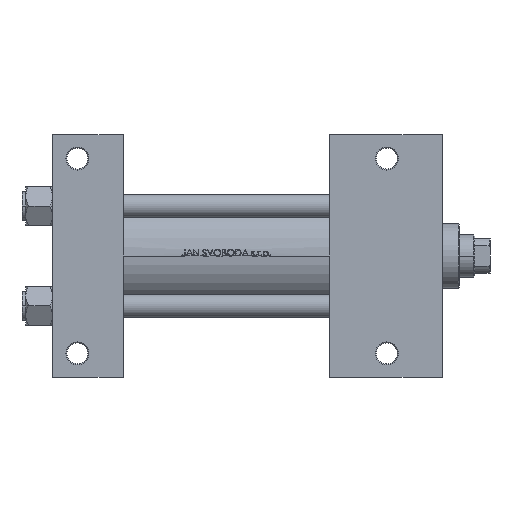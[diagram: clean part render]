
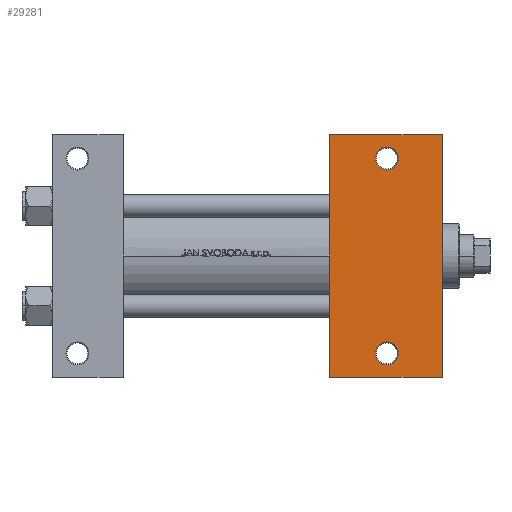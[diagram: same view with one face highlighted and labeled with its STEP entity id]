
A CAD part, front view. The second image highlights one B-rep face of the part: STEP entity #29281.
In plain terms, the highlighted face is planar.
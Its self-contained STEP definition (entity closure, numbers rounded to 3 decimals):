
#639 = DIRECTION ( 'NONE',  ( 0., -1., 0. ) ) ;
#1155 = EDGE_LOOP ( 'NONE', ( #10653, #31602, #45425, #12414 ) ) ;
#2029 = CARTESIAN_POINT ( 'NONE',  ( 204., 37.5, -37.5 ) ) ;
#3513 = VECTOR ( 'NONE', #24295, 1000. ) ;
#3532 = VERTEX_POINT ( 'NONE', #11374 ) ;
#4917 = LINE ( 'NONE', #31568, #45232 ) ;
#5124 = CARTESIAN_POINT ( 'NONE',  ( 145., 63.5, -37.5 ) ) ;
#6246 = VERTEX_POINT ( 'NONE', #47303 ) ;
#7141 = EDGE_LOOP ( 'NONE', ( #10266, #48358 ) ) ;
#8141 = DIRECTION ( 'NONE',  ( -1., 0., 0. ) ) ;
#9426 = EDGE_CURVE ( 'NONE', #6246, #9634, #28113, .T. ) ;
#9550 = CARTESIAN_POINT ( 'NONE',  ( 204., 63.5, -37.5 ) ) ;
#9634 = VERTEX_POINT ( 'NONE', #17779 ) ;
#10266 = ORIENTED_EDGE ( 'NONE', *, *, #15341, .T. ) ;
#10447 = EDGE_CURVE ( 'NONE', #34330, #33179, #15598, .T. ) ;
#10483 = DIRECTION ( 'NONE',  ( -1., 0., 0. ) ) ;
#10653 = ORIENTED_EDGE ( 'NONE', *, *, #36363, .F. ) ;
#11335 = EDGE_CURVE ( 'NONE', #40999, #3532, #35064, .T. ) ;
#11374 = CARTESIAN_POINT ( 'NONE',  ( 145., -63.5, -37.5 ) ) ;
#12414 = ORIENTED_EDGE ( 'NONE', *, *, #11335, .T. ) ;
#13922 = DIRECTION ( 'NONE',  ( 0., 0., 1. ) ) ;
#14013 = EDGE_CURVE ( 'NONE', #28142, #16175, #48945, .T. ) ;
#15341 = EDGE_CURVE ( 'NONE', #16175, #28142, #27523, .T. ) ;
#15598 = LINE ( 'NONE', #5124, #3513 ) ;
#15915 = DIRECTION ( 'NONE',  ( -1., 0., 0. ) ) ;
#16175 = VERTEX_POINT ( 'NONE', #19082 ) ;
#17480 = FACE_BOUND ( 'NONE', #7141, .T. ) ;
#17779 = CARTESIAN_POINT ( 'NONE',  ( 169.001, 51., -37.5 ) ) ;
#18983 = CARTESIAN_POINT ( 'NONE',  ( 175., 51., -37.5 ) ) ;
#19051 = CARTESIAN_POINT ( 'NONE',  ( 175., 51., -37.5 ) ) ;
#19082 = CARTESIAN_POINT ( 'NONE',  ( 169.001, -51., -37.5 ) ) ;
#20456 = AXIS2_PLACEMENT_3D ( 'NONE', #2029, #44582, #10483 ) ;
#20607 = CARTESIAN_POINT ( 'NONE',  ( 175., -51., -37.5 ) ) ;
#21096 = DIRECTION ( 'NONE',  ( -1., 0., 0. ) ) ;
#21447 = PLANE ( 'NONE',  #20456 ) ;
#23051 = CIRCLE ( 'NONE', #42917, 5.999 ) ;
#24295 = DIRECTION ( 'NONE',  ( 1., 0., 0. ) ) ;
#24961 = AXIS2_PLACEMENT_3D ( 'NONE', #19051, #45185, #41201 ) ;
#26608 = CARTESIAN_POINT ( 'NONE',  ( 145., 63.5, -37.5 ) ) ;
#27011 = CARTESIAN_POINT ( 'NONE',  ( 145., 37.5, -37.5 ) ) ;
#27523 = CIRCLE ( 'NONE', #44238, 5.999 ) ;
#27807 = DIRECTION ( 'NONE',  ( 0., 0., 1. ) ) ;
#28113 = CIRCLE ( 'NONE', #24961, 5.999 ) ;
#28142 = VERTEX_POINT ( 'NONE', #41376 ) ;
#29281 = ADVANCED_FACE ( 'NONE', ( #32899, #17480, #29401 ), #21447, .T. ) ;
#29401 = FACE_OUTER_BOUND ( 'NONE', #1155, .T. ) ;
#29788 = VECTOR ( 'NONE', #15915, 1000. ) ;
#30771 = LINE ( 'NONE', #27011, #45165 ) ;
#31568 = CARTESIAN_POINT ( 'NONE',  ( 204., 37.5, -37.5 ) ) ;
#31602 = ORIENTED_EDGE ( 'NONE', *, *, #10447, .T. ) ;
#32899 = FACE_BOUND ( 'NONE', #35331, .T. ) ;
#33179 = VERTEX_POINT ( 'NONE', #9550 ) ;
#34050 = CARTESIAN_POINT ( 'NONE',  ( 175., -51., -37.5 ) ) ;
#34152 = DIRECTION ( 'NONE',  ( -1., 0., 0. ) ) ;
#34330 = VERTEX_POINT ( 'NONE', #26608 ) ;
#34632 = DIRECTION ( 'NONE',  ( 0., 0., 1. ) ) ;
#35064 = LINE ( 'NONE', #46037, #29788 ) ;
#35331 = EDGE_LOOP ( 'NONE', ( #49114, #48269 ) ) ;
#36363 = EDGE_CURVE ( 'NONE', #34330, #3532, #30771, .T. ) ;
#37022 = AXIS2_PLACEMENT_3D ( 'NONE', #34050, #13922, #8141 ) ;
#39203 = EDGE_CURVE ( 'NONE', #33179, #40999, #4917, .T. ) ;
#40672 = EDGE_CURVE ( 'NONE', #9634, #6246, #23051, .T. ) ;
#40999 = VERTEX_POINT ( 'NONE', #49044 ) ;
#41201 = DIRECTION ( 'NONE',  ( -1., 0., 0. ) ) ;
#41376 = CARTESIAN_POINT ( 'NONE',  ( 180.999, -51., -37.5 ) ) ;
#42917 = AXIS2_PLACEMENT_3D ( 'NONE', #18983, #34632, #34152 ) ;
#44238 = AXIS2_PLACEMENT_3D ( 'NONE', #20607, #27807, #21096 ) ;
#44582 = DIRECTION ( 'NONE',  ( 0., 0., -1. ) ) ;
#45165 = VECTOR ( 'NONE', #639, 1000. ) ;
#45185 = DIRECTION ( 'NONE',  ( 0., 0., 1. ) ) ;
#45232 = VECTOR ( 'NONE', #46753, 1000. ) ;
#45425 = ORIENTED_EDGE ( 'NONE', *, *, #39203, .T. ) ;
#46037 = CARTESIAN_POINT ( 'NONE',  ( 145., -63.5, -37.5 ) ) ;
#46753 = DIRECTION ( 'NONE',  ( 0., -1., 0. ) ) ;
#47303 = CARTESIAN_POINT ( 'NONE',  ( 180.999, 51., -37.5 ) ) ;
#48269 = ORIENTED_EDGE ( 'NONE', *, *, #9426, .T. ) ;
#48358 = ORIENTED_EDGE ( 'NONE', *, *, #14013, .T. ) ;
#48945 = CIRCLE ( 'NONE', #37022, 5.999 ) ;
#49044 = CARTESIAN_POINT ( 'NONE',  ( 204., -63.5, -37.5 ) ) ;
#49114 = ORIENTED_EDGE ( 'NONE', *, *, #40672, .T. ) ;
